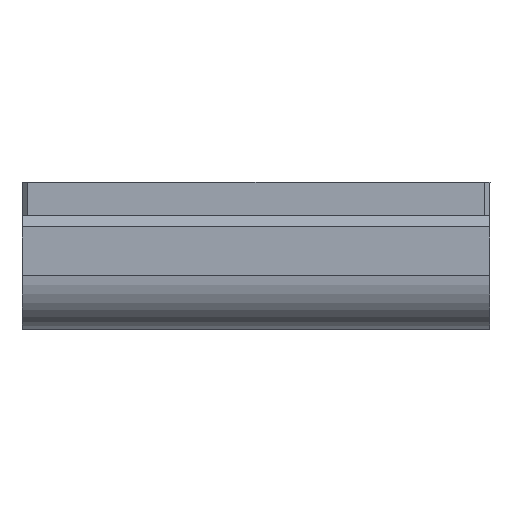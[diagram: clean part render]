
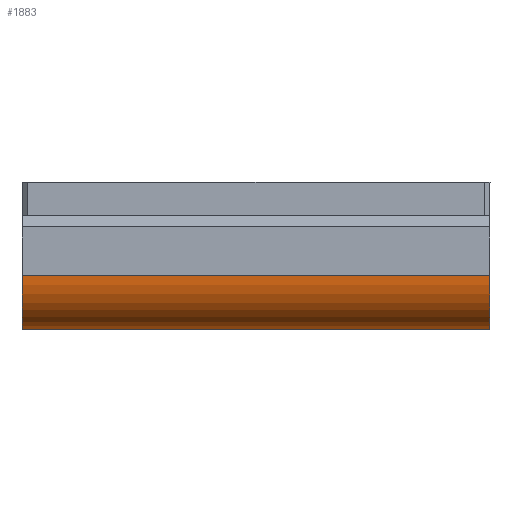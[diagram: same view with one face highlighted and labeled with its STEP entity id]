
A CAD part, front view. The second image highlights one B-rep face of the part: STEP entity #1883.
In plain terms, the highlighted cylindrical face has radius 9.5 mm (diameter 19 mm), a partial arc.
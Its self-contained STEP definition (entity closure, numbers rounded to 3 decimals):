
#50 = PLANE('',#51);
#51 = AXIS2_PLACEMENT_3D('',#52,#53,#54);
#52 = CARTESIAN_POINT('',(-38.,-1.082,
    -24.096));
#53 = DIRECTION('',(-1.,0.,0.));
#54 = DIRECTION('',(0.,0.,1.));
#272 = VERTEX_POINT('',#273);
#273 = CARTESIAN_POINT('',(-38.,-31.8,
    -35.733));
#287 = PLANE('',#288);
#288 = AXIS2_PLACEMENT_3D('',#289,#290,#291);
#289 = CARTESIAN_POINT('',(-38.,-19.689,
    -35.733));
#290 = DIRECTION('',(0.,0.,-1.));
#291 = DIRECTION('',(0.,-1.,0.));
#299 = EDGE_CURVE('',#272,#300,#302,.T.);
#300 = VERTEX_POINT('',#301);
#301 = CARTESIAN_POINT('',(-38.,-41.3,
    -26.233));
#302 = SURFACE_CURVE('',#303,(#308,#315),.PCURVE_S1.);
#303 = CIRCLE('',#304,9.5);
#304 = AXIS2_PLACEMENT_3D('',#305,#306,#307);
#305 = CARTESIAN_POINT('',(-38.,-31.8,
    -26.233));
#306 = DIRECTION('',(-1.,0.,0.));
#307 = DIRECTION('',(0.,-1.,0.));
#308 = PCURVE('',#50,#309);
#309 = DEFINITIONAL_REPRESENTATION('',(#310),#314);
#310 = CIRCLE('',#311,9.5);
#311 = AXIS2_PLACEMENT_2D('',#312,#313);
#312 = CARTESIAN_POINT('',(-2.138,-30.718));
#313 = DIRECTION('',(0.,-1.));
#314 = ( GEOMETRIC_REPRESENTATION_CONTEXT(2) 
PARAMETRIC_REPRESENTATION_CONTEXT() REPRESENTATION_CONTEXT('2D SPACE',''
  ) );
#315 = PCURVE('',#316,#321);
#316 = CYLINDRICAL_SURFACE('',#317,9.5);
#317 = AXIS2_PLACEMENT_3D('',#318,#319,#320);
#318 = CARTESIAN_POINT('',(-38.,-31.8,
    -26.233));
#319 = DIRECTION('',(-1.,0.,0.));
#320 = DIRECTION('',(0.,-1.,0.));
#321 = DEFINITIONAL_REPRESENTATION('',(#322),#326);
#322 = LINE('',#323,#324);
#323 = CARTESIAN_POINT('',(0.,0.));
#324 = VECTOR('',#325,1.);
#325 = DIRECTION('',(1.,0.));
#326 = ( GEOMETRIC_REPRESENTATION_CONTEXT(2) 
PARAMETRIC_REPRESENTATION_CONTEXT() REPRESENTATION_CONTEXT('2D SPACE',''
  ) );
#344 = PLANE('',#345);
#345 = AXIS2_PLACEMENT_3D('',#346,#347,#348);
#346 = CARTESIAN_POINT('',(-38.,-41.3,
    -26.233));
#347 = DIRECTION('',(0.,-1.,0.));
#348 = DIRECTION('',(0.,0.,1.));
#482 = PLANE('',#483);
#483 = AXIS2_PLACEMENT_3D('',#484,#485,#486);
#484 = CARTESIAN_POINT('',(44.,-1.082,
    -24.096));
#485 = DIRECTION('',(1.,0.,0.));
#486 = DIRECTION('',(0.,0.,-1.));
#1727 = EDGE_CURVE('',#300,#1728,#1730,.T.);
#1728 = VERTEX_POINT('',#1729);
#1729 = CARTESIAN_POINT('',(44.,-41.3,
    -26.233));
#1730 = SURFACE_CURVE('',#1731,(#1735,#1742),.PCURVE_S1.);
#1731 = LINE('',#1732,#1733);
#1732 = CARTESIAN_POINT('',(-38.,-41.3,
    -26.233));
#1733 = VECTOR('',#1734,1.);
#1734 = DIRECTION('',(1.,0.,0.));
#1735 = PCURVE('',#344,#1736);
#1736 = DEFINITIONAL_REPRESENTATION('',(#1737),#1741);
#1737 = LINE('',#1738,#1739);
#1738 = CARTESIAN_POINT('',(0.,0.));
#1739 = VECTOR('',#1740,1.);
#1740 = DIRECTION('',(0.,-1.));
#1741 = ( GEOMETRIC_REPRESENTATION_CONTEXT(2) 
PARAMETRIC_REPRESENTATION_CONTEXT() REPRESENTATION_CONTEXT('2D SPACE',''
  ) );
#1742 = PCURVE('',#316,#1743);
#1743 = DEFINITIONAL_REPRESENTATION('',(#1744),#1748);
#1744 = LINE('',#1745,#1746);
#1745 = CARTESIAN_POINT('',(6.283,0.));
#1746 = VECTOR('',#1747,1.);
#1747 = DIRECTION('',(0.,-1.));
#1748 = ( GEOMETRIC_REPRESENTATION_CONTEXT(2) 
PARAMETRIC_REPRESENTATION_CONTEXT() REPRESENTATION_CONTEXT('2D SPACE',''
  ) );
#1883 = ADVANCED_FACE('',(#1884),#316,.T.);
#1884 = FACE_BOUND('',#1885,.T.);
#1885 = EDGE_LOOP('',(#1886,#1909,#1935,#1936));
#1886 = ORIENTED_EDGE('',*,*,#1887,.T.);
#1887 = EDGE_CURVE('',#272,#1888,#1890,.T.);
#1888 = VERTEX_POINT('',#1889);
#1889 = CARTESIAN_POINT('',(44.,-31.8,
    -35.733));
#1890 = SURFACE_CURVE('',#1891,(#1895,#1902),.PCURVE_S1.);
#1891 = LINE('',#1892,#1893);
#1892 = CARTESIAN_POINT('',(-38.,-31.8,
    -35.733));
#1893 = VECTOR('',#1894,1.);
#1894 = DIRECTION('',(1.,0.,0.));
#1895 = PCURVE('',#316,#1896);
#1896 = DEFINITIONAL_REPRESENTATION('',(#1897),#1901);
#1897 = LINE('',#1898,#1899);
#1898 = CARTESIAN_POINT('',(4.712,0.));
#1899 = VECTOR('',#1900,1.);
#1900 = DIRECTION('',(0.,-1.));
#1901 = ( GEOMETRIC_REPRESENTATION_CONTEXT(2) 
PARAMETRIC_REPRESENTATION_CONTEXT() REPRESENTATION_CONTEXT('2D SPACE',''
  ) );
#1902 = PCURVE('',#287,#1903);
#1903 = DEFINITIONAL_REPRESENTATION('',(#1904),#1908);
#1904 = LINE('',#1905,#1906);
#1905 = CARTESIAN_POINT('',(12.111,0.));
#1906 = VECTOR('',#1907,1.);
#1907 = DIRECTION('',(0.,-1.));
#1908 = ( GEOMETRIC_REPRESENTATION_CONTEXT(2) 
PARAMETRIC_REPRESENTATION_CONTEXT() REPRESENTATION_CONTEXT('2D SPACE',''
  ) );
#1909 = ORIENTED_EDGE('',*,*,#1910,.T.);
#1910 = EDGE_CURVE('',#1888,#1728,#1911,.T.);
#1911 = SURFACE_CURVE('',#1912,(#1917,#1924),.PCURVE_S1.);
#1912 = CIRCLE('',#1913,9.5);
#1913 = AXIS2_PLACEMENT_3D('',#1914,#1915,#1916);
#1914 = CARTESIAN_POINT('',(44.,-31.8,
    -26.233));
#1915 = DIRECTION('',(-1.,0.,0.));
#1916 = DIRECTION('',(0.,-1.,0.));
#1917 = PCURVE('',#316,#1918);
#1918 = DEFINITIONAL_REPRESENTATION('',(#1919),#1923);
#1919 = LINE('',#1920,#1921);
#1920 = CARTESIAN_POINT('',(0.,-82.));
#1921 = VECTOR('',#1922,1.);
#1922 = DIRECTION('',(1.,0.));
#1923 = ( GEOMETRIC_REPRESENTATION_CONTEXT(2) 
PARAMETRIC_REPRESENTATION_CONTEXT() REPRESENTATION_CONTEXT('2D SPACE',''
  ) );
#1924 = PCURVE('',#482,#1925);
#1925 = DEFINITIONAL_REPRESENTATION('',(#1926),#1934);
#1926 = ( BOUNDED_CURVE() B_SPLINE_CURVE(2,(#1927,#1928,#1929,#1930,
#1931,#1932,#1933),.UNSPECIFIED.,.T.,.F.) B_SPLINE_CURVE_WITH_KNOTS((1,2
    ,2,2,2,1),(-2.094,0.,2.094,4.189,
6.283,8.378),.UNSPECIFIED.) CURVE() 
GEOMETRIC_REPRESENTATION_ITEM() RATIONAL_B_SPLINE_CURVE((1.,0.5,1.,0.5,
1.,0.5,1.)) REPRESENTATION_ITEM('') );
#1927 = CARTESIAN_POINT('',(2.138,-40.218));
#1928 = CARTESIAN_POINT('',(-14.317,-40.218));
#1929 = CARTESIAN_POINT('',(-6.09,-25.968));
#1930 = CARTESIAN_POINT('',(2.138,-11.718));
#1931 = CARTESIAN_POINT('',(10.365,-25.968));
#1932 = CARTESIAN_POINT('',(18.592,-40.218));
#1933 = CARTESIAN_POINT('',(2.138,-40.218));
#1934 = ( GEOMETRIC_REPRESENTATION_CONTEXT(2) 
PARAMETRIC_REPRESENTATION_CONTEXT() REPRESENTATION_CONTEXT('2D SPACE',''
  ) );
#1935 = ORIENTED_EDGE('',*,*,#1727,.F.);
#1936 = ORIENTED_EDGE('',*,*,#299,.F.);
